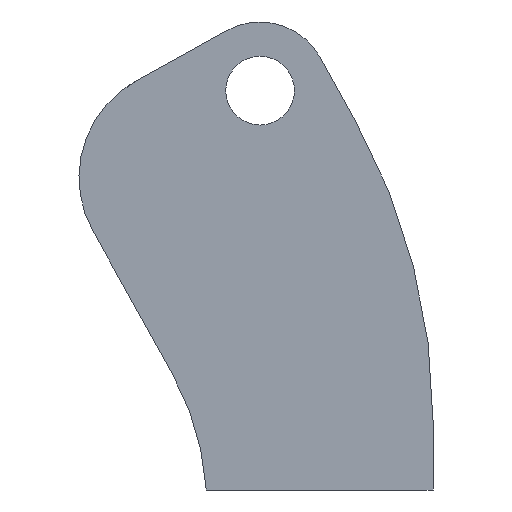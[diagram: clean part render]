
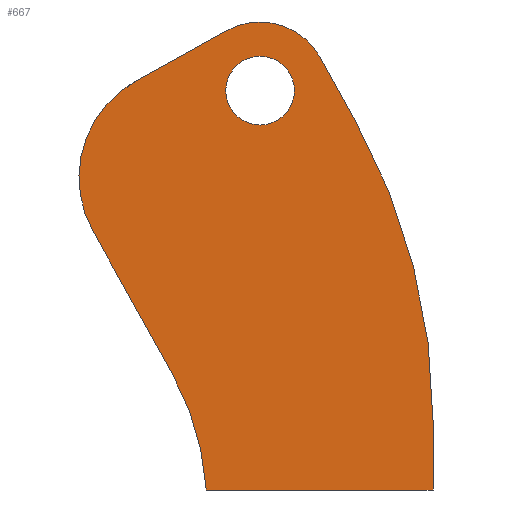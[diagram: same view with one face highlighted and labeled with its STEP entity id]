
A CAD part, left-side view. The second image highlights one B-rep face of the part: STEP entity #667.
In plain terms, the highlighted planar face has unit normal (-1, 0, 0).
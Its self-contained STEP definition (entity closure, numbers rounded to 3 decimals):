
#23=FACE_BOUND('',#109,.T.);
#37=PLANE('',#752);
#67=FACE_OUTER_BOUND('',#108,.T.);
#108=EDGE_LOOP('',(#557,#558,#559,#560,#561,#562,#563,#564,#565));
#109=EDGE_LOOP('',(#566));
#142=LINE('',#1034,#196);
#147=LINE('',#1047,#201);
#168=LINE('',#1141,#222);
#170=LINE('',#1146,#224);
#171=LINE('',#1149,#225);
#196=VECTOR('',#809,10.);
#201=VECTOR('',#822,10.);
#222=VECTOR('',#931,10.);
#224=VECTOR('',#937,10.);
#225=VECTOR('',#940,10.);
#241=CIRCLE('',#705,45.);
#268=CIRCLE('',#749,8.);
#269=CIRCLE('',#753,5.);
#270=CIRCLE('',#754,20.);
#271=CIRCLE('',#755,2.5);
#296=VERTEX_POINT('',#1031);
#297=VERTEX_POINT('',#1033);
#298=VERTEX_POINT('',#1037);
#301=VERTEX_POINT('',#1045);
#327=VERTEX_POINT('',#1129);
#328=VERTEX_POINT('',#1131);
#330=VERTEX_POINT('',#1140);
#331=VERTEX_POINT('',#1145);
#332=VERTEX_POINT('',#1147);
#333=VERTEX_POINT('',#1150);
#360=EDGE_CURVE('',#297,#296,#142,.T.);
#362=EDGE_CURVE('',#298,#296,#241,.T.);
#367=EDGE_CURVE('',#298,#301,#147,.T.);
#409=EDGE_CURVE('',#327,#328,#268,.T.);
#414=EDGE_CURVE('',#328,#330,#168,.T.);
#416=EDGE_CURVE('',#330,#301,#269,.T.);
#417=EDGE_CURVE('',#331,#327,#170,.T.);
#418=EDGE_CURVE('',#332,#331,#270,.T.);
#419=EDGE_CURVE('',#297,#332,#171,.T.);
#420=EDGE_CURVE('',#333,#333,#271,.T.);
#557=ORIENTED_EDGE('',*,*,#362,.F.);
#558=ORIENTED_EDGE('',*,*,#367,.T.);
#559=ORIENTED_EDGE('',*,*,#416,.F.);
#560=ORIENTED_EDGE('',*,*,#414,.F.);
#561=ORIENTED_EDGE('',*,*,#409,.F.);
#562=ORIENTED_EDGE('',*,*,#417,.F.);
#563=ORIENTED_EDGE('',*,*,#418,.F.);
#564=ORIENTED_EDGE('',*,*,#419,.F.);
#565=ORIENTED_EDGE('',*,*,#360,.T.);
#566=ORIENTED_EDGE('',*,*,#420,.T.);
#667=ADVANCED_FACE('',(#67,#23),#37,.T.);
#705=AXIS2_PLACEMENT_3D('',#1038,#813,#814);
#749=AXIS2_PLACEMENT_3D('',#1132,#921,#922);
#752=AXIS2_PLACEMENT_3D('',#1143,#933,#934);
#753=AXIS2_PLACEMENT_3D('',#1144,#935,#936);
#754=AXIS2_PLACEMENT_3D('',#1148,#938,#939);
#755=AXIS2_PLACEMENT_3D('',#1151,#941,#942);
#809=DIRECTION('',(0.,0.,1.));
#813=DIRECTION('center_axis',(1.,0.,0.));
#814=DIRECTION('ref_axis',(0.,-0.874,0.486));
#822=DIRECTION('',(0.,0.486,0.874));
#921=DIRECTION('center_axis',(1.,0.,0.));
#922=DIRECTION('ref_axis',(0.,0.962,0.275));
#931=DIRECTION('',(0.,-0.874,0.486));
#933=DIRECTION('center_axis',(-1.,0.,0.));
#934=DIRECTION('ref_axis',(0.,-1.,0.));
#935=DIRECTION('center_axis',(1.,0.,0.));
#936=DIRECTION('ref_axis',(0.,-0.275,0.962));
#937=DIRECTION('',(0.,0.486,0.874));
#938=DIRECTION('center_axis',(-1.,0.,0.));
#939=DIRECTION('ref_axis',(0.,-0.998,0.063));
#940=DIRECTION('',(0.,1.,0.));
#941=DIRECTION('center_axis',(1.,0.,0.));
#942=DIRECTION('ref_axis',(0.,-1.,0.));
#1031=CARTESIAN_POINT('',(-9.,-7.5,5.039));
#1033=CARTESIAN_POINT('',(-9.,-7.5,0.));
#1034=CARTESIAN_POINT('',(-9.,-7.5,0.522));
#1037=CARTESIAN_POINT('',(-9.,-1.837,26.893));
#1038=CARTESIAN_POINT('Origin',(-9.,37.5,5.039));
#1045=CARTESIAN_POINT('',(-9.,0.713,31.483));
#1047=CARTESIAN_POINT('',(-9.,-9.,14.));
#1129=CARTESIAN_POINT('',(-9.,17.256,18.861));
#1131=CARTESIAN_POINT('',(-9.,14.148,29.739));
#1132=CARTESIAN_POINT('Origin',(-9.,10.263,22.746));
#1140=CARTESIAN_POINT('',(-9.,7.512,33.426));
#1141=CARTESIAN_POINT('',(-9.,17.49,27.882));
#1143=CARTESIAN_POINT('Origin',(-9.,9.,0.));
#1144=CARTESIAN_POINT('Origin',(-9.,5.084,29.055));
#1145=CARTESIAN_POINT('',(-9.,11.478,8.46));
#1146=CARTESIAN_POINT('',(-9.,9.,4.));
#1147=CARTESIAN_POINT('',(-9.,9.,0.));
#1148=CARTESIAN_POINT('Origin',(-9.,28.961,-1.253));
#1149=CARTESIAN_POINT('',(-9.,-9.,0.));
#1150=CARTESIAN_POINT('',(-9.,7.584,29.055));
#1151=CARTESIAN_POINT('Origin',(-9.,5.084,29.055));
